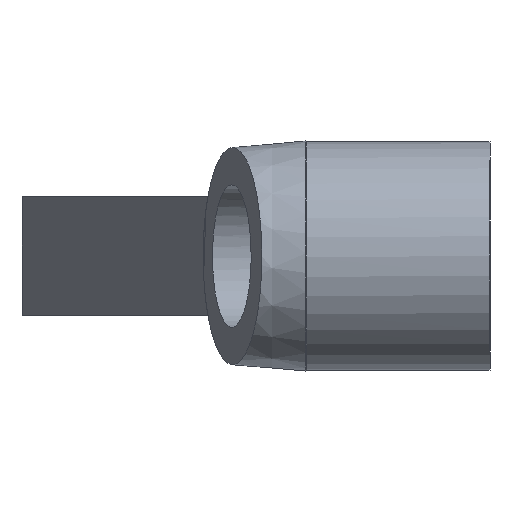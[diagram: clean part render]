
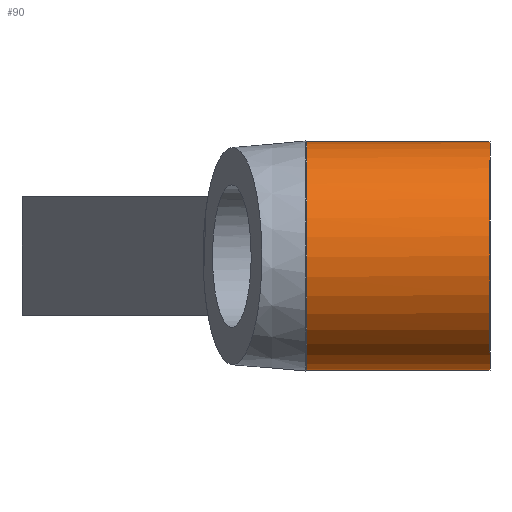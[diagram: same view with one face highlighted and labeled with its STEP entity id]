
A CAD part, left-side view. The second image highlights one B-rep face of the part: STEP entity #90.
In plain terms, the highlighted cylindrical face has radius 15.4 mm (diameter 30.8 mm), a full revolution.
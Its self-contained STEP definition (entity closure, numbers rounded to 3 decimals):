
#90 = ADVANCED_FACE( '', ( #198, #199 ), #200, .T. );
#198 = FACE_OUTER_BOUND( '', #323, .T. );
#199 = FACE_OUTER_BOUND( '', #324, .T. );
#200 = CYLINDRICAL_SURFACE( '', #325, 15.4 );
#323 = EDGE_LOOP( '', ( #538 ) );
#324 = EDGE_LOOP( '', ( #539, #540, #541, #542, #543, #544 ) );
#325 = AXIS2_PLACEMENT_3D( '', #545, #546, #547 );
#538 = ORIENTED_EDGE( '', *, *, #785, .F. );
#539 = ORIENTED_EDGE( '', *, *, #766, .F. );
#540 = ORIENTED_EDGE( '', *, *, #749, .T. );
#541 = ORIENTED_EDGE( '', *, *, #769, .T. );
#542 = ORIENTED_EDGE( '', *, *, #734, .F. );
#543 = ORIENTED_EDGE( '', *, *, #788, .F. );
#544 = ORIENTED_EDGE( '', *, *, #789, .T. );
#545 = CARTESIAN_POINT( '', ( 0., 0., 0. ) );
#546 = DIRECTION( '', ( 0., 1., 0. ) );
#547 = DIRECTION( '', ( 0., 0., -1. ) );
#734 = EDGE_CURVE( '', #876, #860, #878, .F. );
#749 = EDGE_CURVE( '', #903, #901, #904, .F. );
#766 = EDGE_CURVE( '', #903, #930, #931, .T. );
#769 = EDGE_CURVE( '', #901, #860, #934, .T. );
#785 = EDGE_CURVE( '', #957, #957, #958, .T. );
#788 = EDGE_CURVE( '', #961, #876, #962, .T. );
#789 = EDGE_CURVE( '', #961, #930, #963, .T. );
#860 = VERTEX_POINT( '', #1049 );
#876 = VERTEX_POINT( '', #1091 );
#878 = LINE( '', #1094, #1095 );
#901 = VERTEX_POINT( '', #1130 );
#903 = VERTEX_POINT( '', #1150 );
#904 = LINE( '', #1151, #1152 );
#930 = VERTEX_POINT( '', #1201 );
#931 = ELLIPSE( '', #1202, 16.388, 15.4 );
#934 = CIRCLE( '', #1224, 15.4 );
#957 = VERTEX_POINT( '', #1254 );
#958 = CIRCLE( '', #1255, 15.4 );
#961 = VERTEX_POINT( '', #1258 );
#962 = ELLIPSE( '', #1259, 16.388, 15.4 );
#963 = CIRCLE( '', #1260, 15.4 );
#1049 = CARTESIAN_POINT( '', ( 13.159, 24.7, -8. ) );
#1091 = CARTESIAN_POINT( '', ( 13.159, 23.988, -8. ) );
#1094 = CARTESIAN_POINT( '', ( 13.159, 0., -8. ) );
#1095 = VECTOR( '', #1377, 1000. );
#1130 = CARTESIAN_POINT( '', ( 13.159, 24.7, 8. ) );
#1150 = CARTESIAN_POINT( '', ( 13.159, 23.988, 8. ) );
#1151 = CARTESIAN_POINT( '', ( 13.159, 0., 8. ) );
#1152 = VECTOR( '', #1387, 1000. );
#1201 = CARTESIAN_POINT( '', ( 15.115, 24.7, 2.948 ) );
#1202 = AXIS2_PLACEMENT_3D( '', #1402, #1403, #1404 );
#1224 = AXIS2_PLACEMENT_3D( '', #1405, #1406, #1407 );
#1254 = CARTESIAN_POINT( '', ( 0., 0., -15.4 ) );
#1255 = AXIS2_PLACEMENT_3D( '', #1427, #1428, #1429 );
#1258 = CARTESIAN_POINT( '', ( 15.115, 24.7, -2.948 ) );
#1259 = AXIS2_PLACEMENT_3D( '', #1430, #1431, #1432 );
#1260 = AXIS2_PLACEMENT_3D( '', #1433, #1434, #1435 );
#1377 = DIRECTION( '', ( 0., -1., 0. ) );
#1387 = DIRECTION( '', ( 0., -1., 0. ) );
#1402 = CARTESIAN_POINT( '', ( 0., 19.198, 0. ) );
#1403 = DIRECTION( '', ( -0.342, 0.94, 0. ) );
#1404 = DIRECTION( '', ( -0.94, -0.342, 0. ) );
#1405 = CARTESIAN_POINT( '', ( 0., 24.7, 0. ) );
#1406 = DIRECTION( '', ( 0., -1., 0. ) );
#1407 = DIRECTION( '', ( 0., 0., -1. ) );
#1427 = CARTESIAN_POINT( '', ( 0., 0., 0. ) );
#1428 = DIRECTION( '', ( 0., -1., 0. ) );
#1429 = DIRECTION( '', ( 0., 0., -1. ) );
#1430 = CARTESIAN_POINT( '', ( 0., 19.198, 0. ) );
#1431 = DIRECTION( '', ( -0.342, 0.94, 0. ) );
#1432 = DIRECTION( '', ( -0.94, -0.342, 0. ) );
#1433 = CARTESIAN_POINT( '', ( 0., 24.7, 0. ) );
#1434 = DIRECTION( '', ( 0., -1., 0. ) );
#1435 = DIRECTION( '', ( 0., 0., -1. ) );
